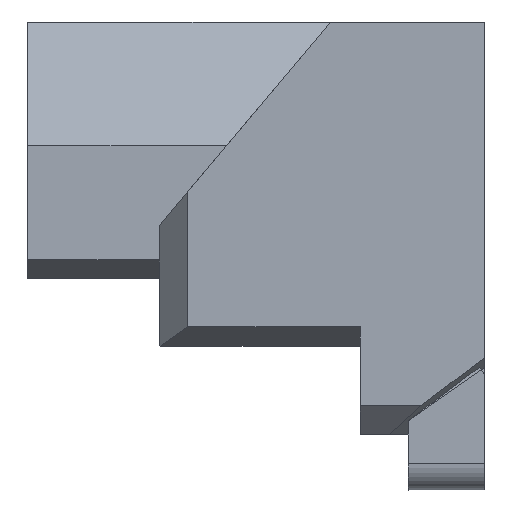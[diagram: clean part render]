
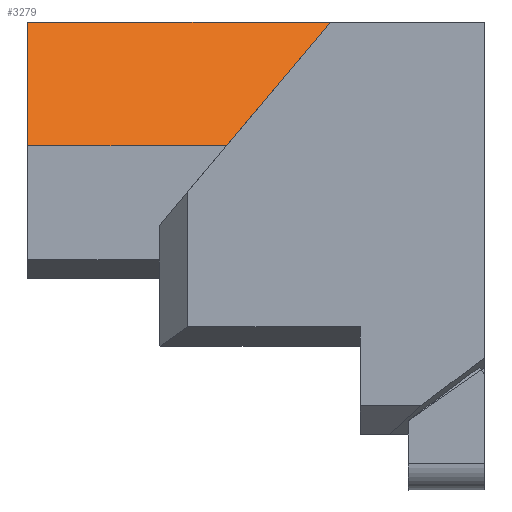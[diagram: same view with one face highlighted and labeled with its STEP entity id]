
A CAD part, left-side view. The second image highlights one B-rep face of the part: STEP entity #3279.
In plain terms, the highlighted planar face has unit normal (-0.852, 0, 0.524).
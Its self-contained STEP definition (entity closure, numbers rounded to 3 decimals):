
#122 = PLANE('',#123);
#123 = AXIS2_PLACEMENT_3D('',#124,#125,#126);
#124 = CARTESIAN_POINT('',(-0.062,32.409,
    76.243));
#125 = DIRECTION('',(0.,0.,1.));
#126 = DIRECTION('',(0.,1.,0.));
#150 = PLANE('',#151);
#151 = AXIS2_PLACEMENT_3D('',#152,#153,#154);
#152 = CARTESIAN_POINT('',(0.,54.574,
    45.793));
#153 = DIRECTION('',(0.,0.766,0.643));
#154 = DIRECTION('',(-1.,0.,0.));
#1494 = EDGE_CURVE('',#1495,#1497,#1499,.T.);
#1495 = VERTEX_POINT('',#1496);
#1496 = CARTESIAN_POINT('',(-10.567,29.024,
    76.243));
#1497 = VERTEX_POINT('',#1498);
#1498 = CARTESIAN_POINT('',(-10.567,42.809,
    76.243));
#1499 = SURFACE_CURVE('',#1500,(#1504,#1511),.PCURVE_S1.);
#1500 = LINE('',#1501,#1502);
#1501 = CARTESIAN_POINT('',(-10.567,38.264,
    76.243));
#1502 = VECTOR('',#1503,1.);
#1503 = DIRECTION('',(0.,1.,0.));
#1504 = PCURVE('',#122,#1505);
#1505 = DEFINITIONAL_REPRESENTATION('',(#1506),#1510);
#1506 = LINE('',#1507,#1508);
#1507 = CARTESIAN_POINT('',(5.855,10.505));
#1508 = VECTOR('',#1509,1.);
#1509 = DIRECTION('',(1.,0.));
#1510 = ( GEOMETRIC_REPRESENTATION_CONTEXT(2) 
PARAMETRIC_REPRESENTATION_CONTEXT() REPRESENTATION_CONTEXT('2D SPACE',''
  ) );
#1511 = PCURVE('',#1512,#1517);
#1512 = PLANE('',#1513);
#1513 = AXIS2_PLACEMENT_3D('',#1514,#1515,#1516);
#1514 = CARTESIAN_POINT('',(-10.5,44.119,
    76.352));
#1515 = DIRECTION('',(0.852,0.,-0.524));
#1516 = DIRECTION('',(-0.524,0.,-0.852));
#1517 = DEFINITIONAL_REPRESENTATION('',(#1518),#1522);
#1518 = LINE('',#1519,#1520);
#1519 = CARTESIAN_POINT('',(0.128,-5.855));
#1520 = VECTOR('',#1521,1.);
#1521 = DIRECTION('',(0.,1.));
#1522 = ( GEOMETRIC_REPRESENTATION_CONTEXT(2) 
PARAMETRIC_REPRESENTATION_CONTEXT() REPRESENTATION_CONTEXT('2D SPACE',''
  ) );
#1752 = PLANE('',#1753);
#1753 = AXIS2_PLACEMENT_3D('',#1754,#1755,#1756);
#1754 = CARTESIAN_POINT('',(22.839,42.809,
    76.243));
#1755 = DIRECTION('',(0.,1.,0.));
#1756 = DIRECTION('',(-1.,0.,0.));
#1769 = EDGE_CURVE('',#1770,#1495,#1772,.T.);
#1770 = VERTEX_POINT('',#1771);
#1771 = CARTESIAN_POINT('',(-14.035,33.749,
    70.612));
#1772 = SURFACE_CURVE('',#1773,(#1777,#1784),.PCURVE_S1.);
#1773 = LINE('',#1774,#1775);
#1774 = CARTESIAN_POINT('',(-19.124,40.684,
    62.347));
#1775 = VECTOR('',#1776,1.);
#1776 = DIRECTION('',(0.427,-0.581,0.693));
#1777 = PCURVE('',#150,#1778);
#1778 = DEFINITIONAL_REPRESENTATION('',(#1779),#1783);
#1779 = LINE('',#1780,#1781);
#1780 = CARTESIAN_POINT('',(19.124,21.609));
#1781 = VECTOR('',#1782,1.);
#1782 = DIRECTION('',(-0.427,0.904));
#1783 = ( GEOMETRIC_REPRESENTATION_CONTEXT(2) 
PARAMETRIC_REPRESENTATION_CONTEXT() REPRESENTATION_CONTEXT('2D SPACE',''
  ) );
#1784 = PCURVE('',#1512,#1785);
#1785 = DEFINITIONAL_REPRESENTATION('',(#1786),#1790);
#1786 = LINE('',#1787,#1788);
#1787 = CARTESIAN_POINT('',(16.448,-3.435));
#1788 = VECTOR('',#1789,1.);
#1789 = DIRECTION('',(-0.814,-0.581));
#1790 = ( GEOMETRIC_REPRESENTATION_CONTEXT(2) 
PARAMETRIC_REPRESENTATION_CONTEXT() REPRESENTATION_CONTEXT('2D SPACE',''
  ) );
#1808 = PLANE('',#1809);
#1809 = AXIS2_PLACEMENT_3D('',#1810,#1811,#1812);
#1810 = CARTESIAN_POINT('',(-14.035,38.969,
    67.764));
#1811 = DIRECTION('',(-1.,0.,0.));
#1812 = DIRECTION('',(0.,-1.,0.));
#3279 = ADVANCED_FACE('',(#3280),#1512,.F.);
#3280 = FACE_BOUND('',#3281,.F.);
#3281 = EDGE_LOOP('',(#3282,#3305,#3326,#3327));
#3282 = ORIENTED_EDGE('',*,*,#3283,.F.);
#3283 = EDGE_CURVE('',#3284,#1770,#3286,.T.);
#3284 = VERTEX_POINT('',#3285);
#3285 = CARTESIAN_POINT('',(-14.035,42.809,
    70.612));
#3286 = SURFACE_CURVE('',#3287,(#3291,#3298),.PCURVE_S1.);
#3287 = LINE('',#3288,#3289);
#3288 = CARTESIAN_POINT('',(-14.035,44.119,
    70.612));
#3289 = VECTOR('',#3290,1.);
#3290 = DIRECTION('',(0.,-1.,0.));
#3291 = PCURVE('',#1512,#3292);
#3292 = DEFINITIONAL_REPRESENTATION('',(#3293),#3297);
#3293 = LINE('',#3294,#3295);
#3294 = CARTESIAN_POINT('',(6.742,0.));
#3295 = VECTOR('',#3296,1.);
#3296 = DIRECTION('',(0.,-1.));
#3297 = ( GEOMETRIC_REPRESENTATION_CONTEXT(2) 
PARAMETRIC_REPRESENTATION_CONTEXT() REPRESENTATION_CONTEXT('2D SPACE',''
  ) );
#3298 = PCURVE('',#1808,#3299);
#3299 = DEFINITIONAL_REPRESENTATION('',(#3300),#3304);
#3300 = LINE('',#3301,#3302);
#3301 = CARTESIAN_POINT('',(-5.15,2.848));
#3302 = VECTOR('',#3303,1.);
#3303 = DIRECTION('',(1.,0.));
#3304 = ( GEOMETRIC_REPRESENTATION_CONTEXT(2) 
PARAMETRIC_REPRESENTATION_CONTEXT() REPRESENTATION_CONTEXT('2D SPACE',''
  ) );
#3305 = ORIENTED_EDGE('',*,*,#3306,.F.);
#3306 = EDGE_CURVE('',#1497,#3284,#3307,.T.);
#3307 = SURFACE_CURVE('',#3308,(#3312,#3319),.PCURVE_S1.);
#3308 = LINE('',#3309,#3310);
#3309 = CARTESIAN_POINT('',(-5.941,42.809,
    83.755));
#3310 = VECTOR('',#3311,1.);
#3311 = DIRECTION('',(-0.524,0.,-0.852));
#3312 = PCURVE('',#1512,#3313);
#3313 = DEFINITIONAL_REPRESENTATION('',(#3314),#3318);
#3314 = LINE('',#3315,#3316);
#3315 = CARTESIAN_POINT('',(-8.694,-1.31));
#3316 = VECTOR('',#3317,1.);
#3317 = DIRECTION('',(1.,0.));
#3318 = ( GEOMETRIC_REPRESENTATION_CONTEXT(2) 
PARAMETRIC_REPRESENTATION_CONTEXT() REPRESENTATION_CONTEXT('2D SPACE',''
  ) );
#3319 = PCURVE('',#1752,#3320);
#3320 = DEFINITIONAL_REPRESENTATION('',(#3321),#3325);
#3321 = LINE('',#3322,#3323);
#3322 = CARTESIAN_POINT('',(28.78,7.512));
#3323 = VECTOR('',#3324,1.);
#3324 = DIRECTION('',(0.524,-0.852));
#3325 = ( GEOMETRIC_REPRESENTATION_CONTEXT(2) 
PARAMETRIC_REPRESENTATION_CONTEXT() REPRESENTATION_CONTEXT('2D SPACE',''
  ) );
#3326 = ORIENTED_EDGE('',*,*,#1494,.F.);
#3327 = ORIENTED_EDGE('',*,*,#1769,.F.);
